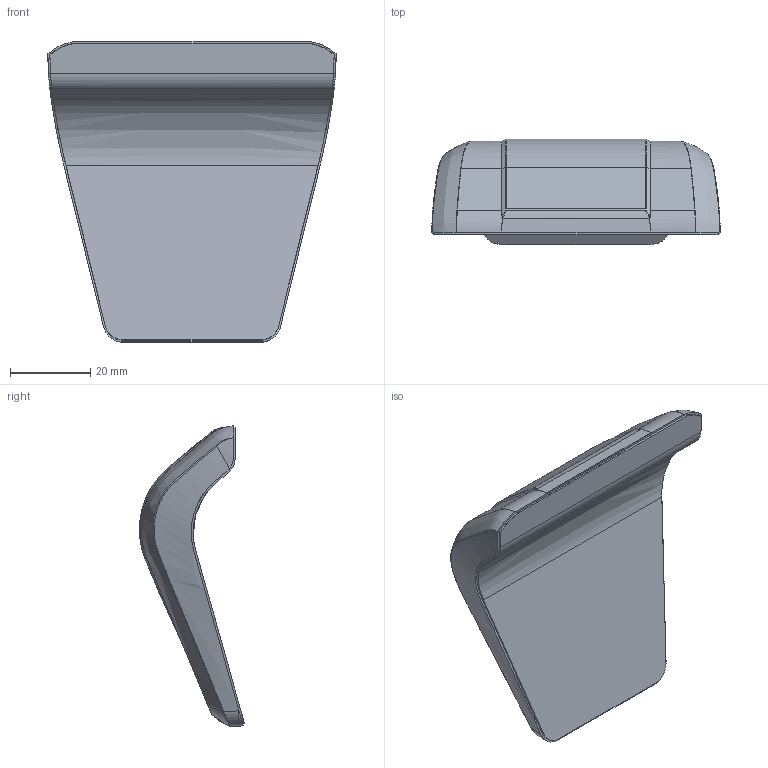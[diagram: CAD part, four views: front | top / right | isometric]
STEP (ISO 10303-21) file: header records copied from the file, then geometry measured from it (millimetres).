
FILE_DESCRIPTION (( 'STEP AP203' ), '1' );
FILE_NAME ('Oberschale-0.STEP', '2013-04-24T13:16:24', ( '' ), ( '' ), 'SwSTEP 2.0', 'SolidWorks 2012', '' );
FILE_SCHEMA (( 'CONFIG_CONTROL_DESIGN' ));
Length unit declared in the file: millimetre
Products named in the file (1): Oberschale-0
Bounding box: 71.89 x 26.21 x 74.9 mm (x, y, z)
Volume: 48843.5 mm3; surface area: 11763 mm2
Topology: 1 solids, 1 shells, 212 faces, 566 edges, 356 vertices
Faces by surface type: bspline 129, plane 35, cylinder 33, torus 8, cone 6, sphere 1
Entity records: 15545 total; most frequent: CARTESIAN_POINT 11294, ORIENTED_EDGE 1132, EDGE_CURVE 566, DIRECTION 500, VERTEX_POINT 356, B_SPLINE_CURVE_WITH_KNOTS 339, EDGE_LOOP 212, FACE_OUTER_BOUND 212
